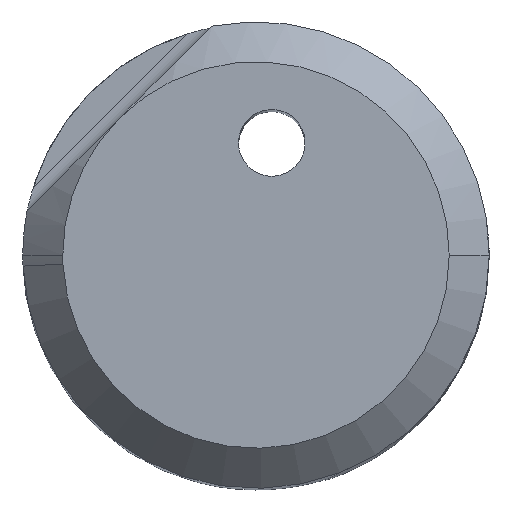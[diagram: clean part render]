
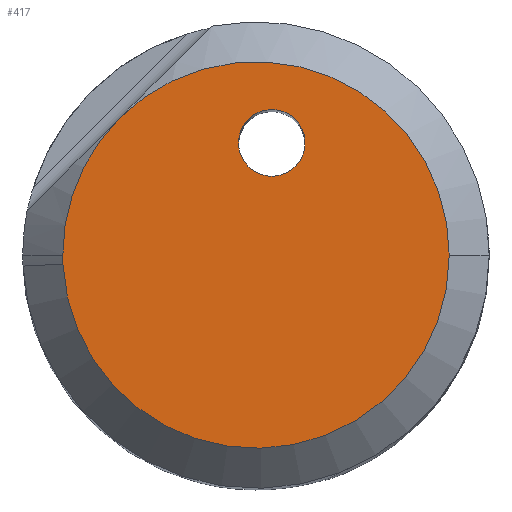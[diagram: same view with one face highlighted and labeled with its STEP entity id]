
A CAD part, top view. The second image highlights one B-rep face of the part: STEP entity #417.
In plain terms, the highlighted planar face has unit normal (0, 0, 1).
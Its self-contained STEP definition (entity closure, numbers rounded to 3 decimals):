
#192=AXIS2_PLACEMENT_3D('Circle Axis2P3D',#190,#191,$) ;
#217=AXIS2_PLACEMENT_3D('Circle Axis2P3D',#215,#216,$) ;
#356=AXIS2_PLACEMENT_3D('Circle Axis2P3D',#354,#355,$) ;
#386=AXIS2_PLACEMENT_3D('Plane Axis2P3D',#383,#384,#385) ;
#390=AXIS2_PLACEMENT_3D('Circle Axis2P3D',#388,#389,$) ;
#401=AXIS2_PLACEMENT_3D('Circle Axis2P3D',#399,#400,$) ;
#410=AXIS2_PLACEMENT_3D('Circle Axis2P3D',#408,#409,$) ;
#170=CARTESIAN_POINT('Vertex',(-2.897,-0.137,0.)) ;
#187=CARTESIAN_POINT('Vertex',(2.9,0.,0.)) ;
#190=CARTESIAN_POINT('Axis2P3D Location',(0.,0.,0.)) ;
#215=CARTESIAN_POINT('Axis2P3D Location',(0.,0.,0.)) ;
#219=CARTESIAN_POINT('Vertex',(-2.9,0.,0.)) ;
#354=CARTESIAN_POINT('Axis2P3D Location',(0.,0.,0.)) ;
#358=CARTESIAN_POINT('Vertex',(-2.051,2.051,0.)) ;
#383=CARTESIAN_POINT('Axis2P3D Location',(0.,0.,0.)) ;
#388=CARTESIAN_POINT('Axis2P3D Location',(0.,0.,0.)) ;
#399=CARTESIAN_POINT('Axis2P3D Location',(0.237,1.683,0.)) ;
#403=CARTESIAN_POINT('Vertex',(-0.261,1.732,0.)) ;
#405=CARTESIAN_POINT('Vertex',(0.734,1.635,0.)) ;
#408=CARTESIAN_POINT('Axis2P3D Location',(0.237,1.683,0.)) ;
#191=DIRECTION('Axis2P3D Direction',(0.,0.,-1.)) ;
#216=DIRECTION('Axis2P3D Direction',(0.,0.,-1.)) ;
#355=DIRECTION('Axis2P3D Direction',(0.,0.,-1.)) ;
#384=DIRECTION('Axis2P3D Direction',(0.,0.,-1.)) ;
#385=DIRECTION('Axis2P3D XDirection',(-1.,0.,0.)) ;
#389=DIRECTION('Axis2P3D Direction',(0.,0.,-1.)) ;
#400=DIRECTION('Axis2P3D Direction',(0.,0.,-1.)) ;
#409=DIRECTION('Axis2P3D Direction',(0.,0.,-1.)) ;
#394=ORIENTED_EDGE('',*,*,#360,.F.) ;
#395=ORIENTED_EDGE('',*,*,#392,.F.) ;
#396=ORIENTED_EDGE('',*,*,#221,.F.) ;
#397=ORIENTED_EDGE('',*,*,#194,.F.) ;
#414=ORIENTED_EDGE('',*,*,#407,.T.) ;
#415=ORIENTED_EDGE('',*,*,#412,.T.) ;
#416=FACE_BOUND('',#413,.T.) ;
#417=ADVANCED_FACE('NOCUT',(#398,#416),#387,.F.) ;
#193=CIRCLE('generated circle',#192,2.9) ;
#218=CIRCLE('generated circle',#217,2.9) ;
#357=CIRCLE('generated circle',#356,2.9) ;
#391=CIRCLE('generated circle',#390,2.9) ;
#402=CIRCLE('generated circle',#401,0.5) ;
#411=CIRCLE('generated circle',#410,0.5) ;
#194=EDGE_CURVE('',#188,#171,#193,.T.) ;
#221=EDGE_CURVE('',#171,#220,#218,.T.) ;
#360=EDGE_CURVE('',#359,#188,#357,.T.) ;
#392=EDGE_CURVE('',#220,#359,#391,.T.) ;
#407=EDGE_CURVE('',#404,#406,#402,.T.) ;
#412=EDGE_CURVE('',#406,#404,#411,.T.) ;
#393=EDGE_LOOP('',(#394,#395,#396,#397)) ;
#413=EDGE_LOOP('',(#414,#415)) ;
#398=FACE_OUTER_BOUND('',#393,.T.) ;
#387=PLANE('',#386) ;
#171=VERTEX_POINT('',#170) ;
#188=VERTEX_POINT('',#187) ;
#220=VERTEX_POINT('',#219) ;
#359=VERTEX_POINT('',#358) ;
#404=VERTEX_POINT('',#403) ;
#406=VERTEX_POINT('',#405) ;
